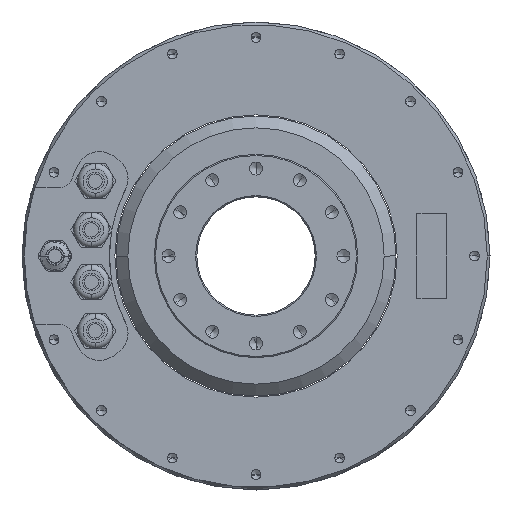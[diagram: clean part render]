
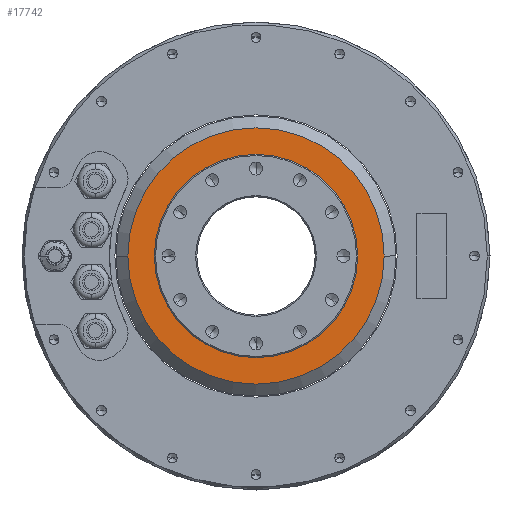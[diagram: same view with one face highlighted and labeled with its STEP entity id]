
A CAD part, left-side view. The second image highlights one B-rep face of the part: STEP entity #17742.
In plain terms, the highlighted planar face has unit normal (-1, 0, 0).
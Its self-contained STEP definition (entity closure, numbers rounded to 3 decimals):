
#16838=CARTESIAN_POINT('',(-34.,0.,0.));
#16839=DIRECTION('',(1.,0.,0.));
#16840=DIRECTION('',(0.,1.,0.));
#16841=AXIS2_PLACEMENT_3D('',#16838,#16839,#16840);
#16843=CARTESIAN_POINT('',(-34.,0.,0.));
#16844=DIRECTION('',(1.,0.,0.));
#16845=DIRECTION('',(0.,-1.,0.));
#16846=AXIS2_PLACEMENT_3D('',#16843,#16844,#16845);
#16848=CARTESIAN_POINT('',(-34.,0.,0.));
#16849=DIRECTION('',(-1.,0.,0.));
#16850=DIRECTION('',(0.,-1.,0.));
#16851=AXIS2_PLACEMENT_3D('',#16848,#16849,#16850);
#16853=CARTESIAN_POINT('',(-34.,0.,0.));
#16854=DIRECTION('',(-1.,0.,0.));
#16855=DIRECTION('',(0.,1.,0.));
#16856=AXIS2_PLACEMENT_3D('',#16853,#16854,#16855);
#17454=CARTESIAN_POINT('',(-34.,-43.,0.));
#17455=CARTESIAN_POINT('',(-34.,43.,0.));
#17456=VERTEX_POINT('',#17454);
#17457=VERTEX_POINT('',#17455);
#17458=CARTESIAN_POINT('',(-34.,54.225,0.));
#17459=CARTESIAN_POINT('',(-34.,-54.225,0.));
#17460=VERTEX_POINT('',#17458);
#17461=VERTEX_POINT('',#17459);
#17726=CARTESIAN_POINT('',(-34.,0.,0.));
#17727=DIRECTION('',(1.,0.,0.));
#17728=DIRECTION('',(0.,-1.,0.));
#17729=AXIS2_PLACEMENT_3D('',#17726,#17727,#17728);
#17730=PLANE('',#17729);
#17732=ORIENTED_EDGE('',*,*,#17731,.T.);
#17734=ORIENTED_EDGE('',*,*,#17733,.T.);
#17735=EDGE_LOOP('',(#17732,#17734));
#17736=FACE_OUTER_BOUND('',#17735,.F.);
#17737=ORIENTED_EDGE('',*,*,#17715,.T.);
#17739=ORIENTED_EDGE('',*,*,#17738,.T.);
#17740=EDGE_LOOP('',(#17737,#17739));
#17741=FACE_BOUND('',#17740,.F.);
#16842=CIRCLE('',#16841,54.225);
#16847=CIRCLE('',#16846,54.225);
#16852=CIRCLE('',#16851,43.);
#16857=CIRCLE('',#16856,43.);
#17715=EDGE_CURVE('',#17456,#17457,#16852,.T.);
#17731=EDGE_CURVE('',#17460,#17461,#16842,.T.);
#17733=EDGE_CURVE('',#17461,#17460,#16847,.T.);
#17738=EDGE_CURVE('',#17457,#17456,#16857,.T.);
#17742=ADVANCED_FACE('',(#17736,#17741),#17730,.F.);
